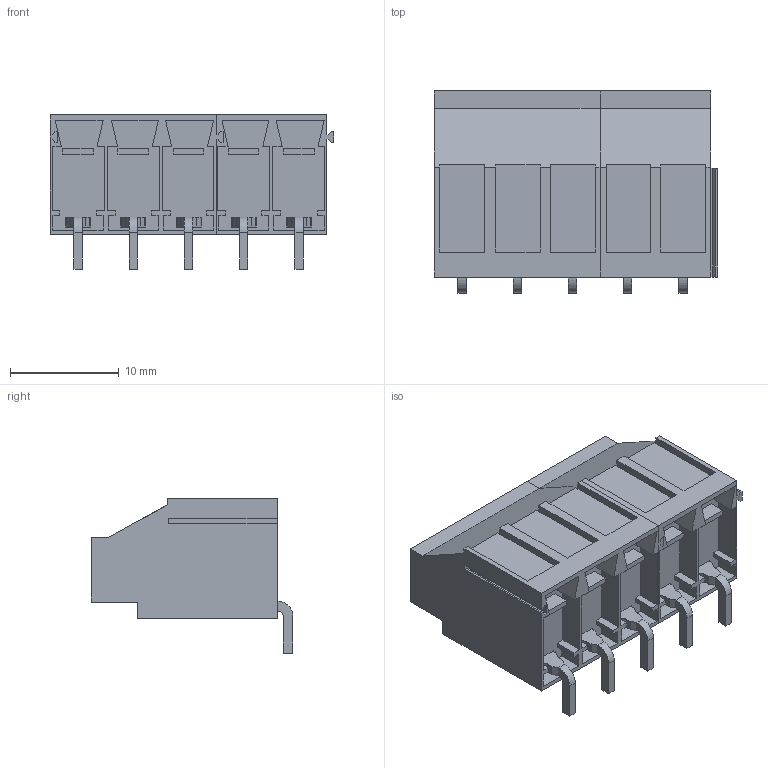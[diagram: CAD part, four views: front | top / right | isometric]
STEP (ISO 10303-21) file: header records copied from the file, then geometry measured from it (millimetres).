
FILE_DESCRIPTION(('CATIA V5 STEP','CAx-IF Rec.Pracs.--- Model Styling and Organization---1.2---2011-12-15'),'2;1');
FILE_NAME ('D1462048_0_2431930000_2431930000.stp','2016-10-03T06:43:19+00:00',('none'),('Weidmueller'),'CATIA Version 5-6 Release 2014','CATIA V5 STEP AP214','none');
FILE_SCHEMA(('AUTOMOTIVE_DESIGN { 1 0 10303 214 1 1 1 1 }'));
Length unit declared in the file: millimetre
Products named in the file (1): 2431930000_S
Bounding box: 26.05 x 18.57 x 14.2 mm (x, y, z)
Volume: 3321.4 mm3; surface area: 3516.3 mm2
Topology: 12 solids, 12 shells, 384 faces, 1015 edges, 670 vertices
Faces by surface type: plane 344, cylinder 40
Entity records: 11013 total; most frequent: ORIENTED_EDGE 2030, CARTESIAN_POINT 1949, DIRECTION 1541, EDGE_CURVE 1015, VECTOR 915, LINE 915, VERTEX_POINT 670, EDGE_LOOP 399
